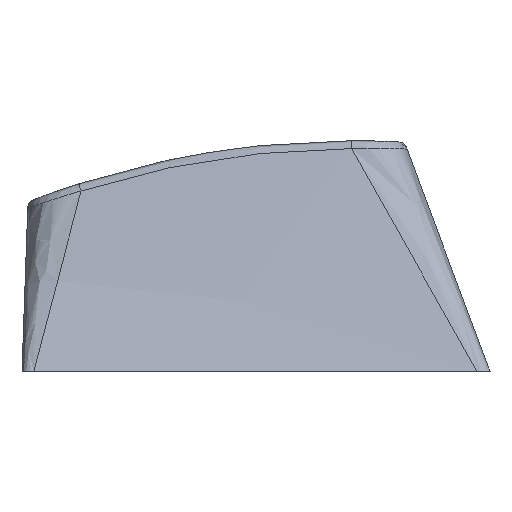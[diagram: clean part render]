
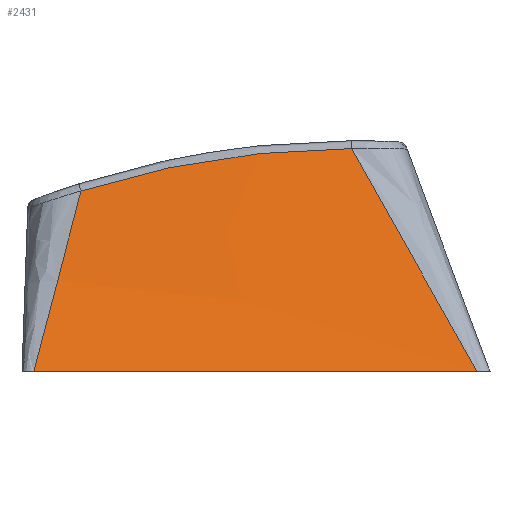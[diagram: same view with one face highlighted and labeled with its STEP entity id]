
A CAD part, left-side view. The second image highlights one B-rep face of the part: STEP entity #2431.
In plain terms, the highlighted free-form (B-spline) face has degree [3, 2] with [4, 3] control points.
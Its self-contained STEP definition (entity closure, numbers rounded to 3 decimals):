
#40=(
BOUNDED_SURFACE()
B_SPLINE_SURFACE(3,2,((#3883,#3884,#3885),(#3886,#3887,#3888),(#3889,#3890,
#3891),(#3892,#3893,#3894)),.UNSPECIFIED.,.F.,.F.,.F.)
B_SPLINE_SURFACE_WITH_KNOTS((4,4),(3,3),(0.,9.938),(-18.1,0.),
 .UNSPECIFIED.)
GEOMETRIC_REPRESENTATION_ITEM()
RATIONAL_B_SPLINE_SURFACE(((1.,0.977,1.),(1.,0.985,1.),(1.,
0.992,1.),(1.,1.,1.)))
REPRESENTATION_ITEM('')
SURFACE()
);
#152=FACE_OUTER_BOUND('',#296,.T.);
#296=EDGE_LOOP('',(#1824,#1825,#1826,#1827));
#406=B_SPLINE_CURVE_WITH_KNOTS('',3,(#3896,#3897,#3898,#3899,#3900,#3901,
#3902),.UNSPECIFIED.,.F.,.F.,(4,3,4),(0.019,0.24,8.103),
 .UNSPECIFIED.);
#407=B_SPLINE_CURVE_WITH_KNOTS('',3,(#3904,#3905,#3906,#3907),
 .UNSPECIFIED.,.F.,.F.,(4,4),(-0.442,10.007),
 .UNSPECIFIED.);
#408=B_SPLINE_CURVE_WITH_KNOTS('',3,(#3908,#3909,#3910,#3911,#3912,#3913,
#3914,#3915,#3916,#3917,#3918,#3919,#3920,#3921,#3922,#3923,#3924,#3925,
#3926,#3927,#3928,#3929,#3930,#3931,#3932),.UNSPECIFIED.,.F.,.F.,(4,3,3,
3,3,3,3,3,4),(-0.184,1.101,2.353,3.654,
4.955,6.396,7.848,9.319,10.402),
 .UNSPECIFIED.);
#582=LINE('',#3744,#837);
#837=VECTOR('',#2984,10.);
#1090=VERTEX_POINT('',#3728);
#1091=VERTEX_POINT('',#3743);
#1109=VERTEX_POINT('',#3895);
#1110=VERTEX_POINT('',#3903);
#1360=EDGE_CURVE('',#1090,#1091,#582,.F.);
#1384=EDGE_CURVE('',#1109,#1091,#406,.F.);
#1385=EDGE_CURVE('',#1090,#1110,#407,.F.);
#1386=EDGE_CURVE('',#1110,#1109,#408,.F.);
#1824=ORIENTED_EDGE('',*,*,#1384,.T.);
#1825=ORIENTED_EDGE('',*,*,#1360,.F.);
#1826=ORIENTED_EDGE('',*,*,#1385,.T.);
#1827=ORIENTED_EDGE('',*,*,#1386,.T.);
#2431=ADVANCED_FACE('',(#152),#40,.T.);
#2984=DIRECTION('',(0.,-1.,0.));
#3728=CARTESIAN_POINT('',(-25.719,-8.546,0.));
#3743=CARTESIAN_POINT('',(-25.719,8.596,0.));
#3744=CARTESIAN_POINT('',(-25.719,8.596,0.));
#3883=CARTESIAN_POINT('Ctrl Pts',(-22.694,8.821,6.551));
#3884=CARTESIAN_POINT('Ctrl Pts',(-22.694,1.792,9.295));
#3885=CARTESIAN_POINT('Ctrl Pts',(-22.694,-5.741,8.861));
#3886=CARTESIAN_POINT('Ctrl Pts',(-23.702,8.897,4.368));
#3887=CARTESIAN_POINT('Ctrl Pts',(-23.718,1.185,6.148));
#3888=CARTESIAN_POINT('Ctrl Pts',(-23.702,-6.844,5.907));
#3889=CARTESIAN_POINT('Ctrl Pts',(-24.71,8.974,2.184));
#3890=CARTESIAN_POINT('Ctrl Pts',(-24.726,0.588,3.05));
#3891=CARTESIAN_POINT('Ctrl Pts',(-24.71,-7.947,2.954));
#3892=CARTESIAN_POINT('Ctrl Pts',(-25.719,9.05,0.));
#3893=CARTESIAN_POINT('Ctrl Pts',(-25.719,0.,
0.));
#3894=CARTESIAN_POINT('Ctrl Pts',(-25.719,-9.05,0.));
#3895=CARTESIAN_POINT('',(-22.818,6.766,6.976));
#3896=CARTESIAN_POINT('Ctrl Pts',(-25.719,8.596,0.));
#3897=CARTESIAN_POINT('Ctrl Pts',(-25.69,8.579,0.064));
#3898=CARTESIAN_POINT('Ctrl Pts',(-25.661,8.562,0.127));
#3899=CARTESIAN_POINT('Ctrl Pts',(-25.633,8.545,0.191));
#3900=CARTESIAN_POINT('Ctrl Pts',(-24.612,7.945,2.454));
#3901=CARTESIAN_POINT('Ctrl Pts',(-23.67,7.351,4.715));
#3902=CARTESIAN_POINT('Ctrl Pts',(-22.818,6.766,6.976));
#3903=CARTESIAN_POINT('',(-22.797,-3.696,8.612));
#3904=CARTESIAN_POINT('Ctrl Pts',(-22.797,-3.696,8.612));
#3905=CARTESIAN_POINT('Ctrl Pts',(-23.773,-5.316,5.737));
#3906=CARTESIAN_POINT('Ctrl Pts',(-24.741,-6.93,2.869));
#3907=CARTESIAN_POINT('Ctrl Pts',(-25.719,-8.546,0.));
#3908=CARTESIAN_POINT('Ctrl Pts',(-22.818,6.766,6.976));
#3909=CARTESIAN_POINT('Ctrl Pts',(-22.816,6.356,7.106));
#3910=CARTESIAN_POINT('Ctrl Pts',(-22.814,5.943,7.229));
#3911=CARTESIAN_POINT('Ctrl Pts',(-22.812,5.529,7.344));
#3912=CARTESIAN_POINT('Ctrl Pts',(-22.81,5.125,7.456));
#3913=CARTESIAN_POINT('Ctrl Pts',(-22.808,4.719,7.561));
#3914=CARTESIAN_POINT('Ctrl Pts',(-22.807,4.312,7.658));
#3915=CARTESIAN_POINT('Ctrl Pts',(-22.805,3.888,7.759));
#3916=CARTESIAN_POINT('Ctrl Pts',(-22.804,3.462,7.853));
#3917=CARTESIAN_POINT('Ctrl Pts',(-22.803,3.035,7.938));
#3918=CARTESIAN_POINT('Ctrl Pts',(-22.802,2.608,8.024));
#3919=CARTESIAN_POINT('Ctrl Pts',(-22.801,2.179,8.101));
#3920=CARTESIAN_POINT('Ctrl Pts',(-22.8,1.749,8.17));
#3921=CARTESIAN_POINT('Ctrl Pts',(-22.799,1.273,8.247));
#3922=CARTESIAN_POINT('Ctrl Pts',(-22.799,0.795,8.314));
#3923=CARTESIAN_POINT('Ctrl Pts',(-22.798,0.316,8.371));
#3924=CARTESIAN_POINT('Ctrl Pts',(-22.798,-0.166,8.428));
#3925=CARTESIAN_POINT('Ctrl Pts',(-22.797,-0.649,
8.475));
#3926=CARTESIAN_POINT('Ctrl Pts',(-22.797,-1.134,8.512));
#3927=CARTESIAN_POINT('Ctrl Pts',(-22.797,-1.624,8.549));
#3928=CARTESIAN_POINT('Ctrl Pts',(-22.797,-2.116,8.576));
#3929=CARTESIAN_POINT('Ctrl Pts',(-22.797,-2.608,8.593));
#3930=CARTESIAN_POINT('Ctrl Pts',(-22.797,-2.971,8.605));
#3931=CARTESIAN_POINT('Ctrl Pts',(-22.797,-3.333,8.611));
#3932=CARTESIAN_POINT('Ctrl Pts',(-22.797,-3.696,8.612));
